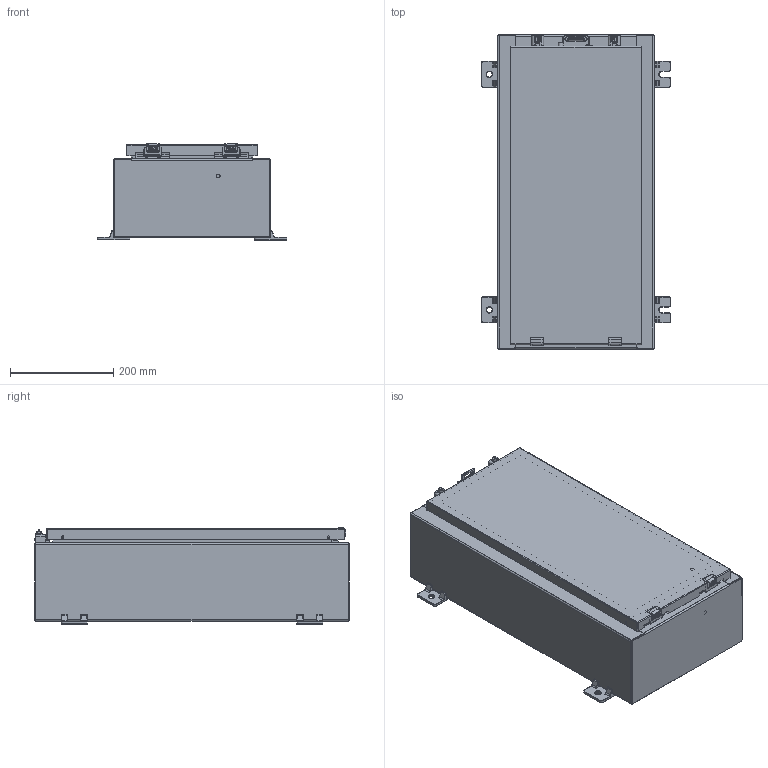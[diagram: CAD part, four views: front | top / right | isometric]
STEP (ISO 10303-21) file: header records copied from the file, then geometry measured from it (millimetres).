
FILE_DESCRIPTION (( 'STEP AP214' ), '1' );
FILE_NAME ('SCE-12H2406LP.STEP', '2021-01-16T11:46:10', ( '' ), ( '' ), 'SwSTEP 2.0', 'SolidWorks 2019', '' );
FILE_SCHEMA (( 'AUTOMOTIVE_DESIGN' ));
Length unit declared in the file: inch
Products named in the file (1): SCE-12H2406LP
Bounding box: 368.3 x 609.6 x 186.64 mm (x, y, z)
Volume: 2045562.8 mm3; surface area: 1894045 mm2
Topology: 56 solids, 56 shells, 3012 faces, 7892 edges, 4910 vertices
Faces by surface type: plane 1149, bspline 904, cylinder 816, cone 76, torus 39, sphere 28
Full cylindrical faces by diameter (mm): 1.016 x2, 3.454 x2, 3.962 x1, 3.978 x2, 4.064 x2, 4.318 x7, 4.369 x4, 4.775 x4, 4.978 x8, 5.156 x2, 5.182 x4, 5.207 x4, 5.232 x4, 5.537 x4, 6.096 x4, 6.198 x4, 6.299 x5, 6.35 x6, 6.363 x3, 6.756 x4, 7.137 x4, 7.874 x8, 7.925 x8, 8.433 x4, 9.296 x4, 9.322 x4, 9.525 x4, 9.55 x4, 11.113 x4, 11.125 x2
Entity records: 175000 total; most frequent: CARTESIAN_POINT 71347, ORIENTED_EDGE 14690, DIRECTION 10690, EDGE_CURVE 7345, VERTEX_POINT 4797, AXIS2_PLACEMENT_3D 3893, EDGE_LOOP 3514, FACE_OUTER_BOUND 3222
